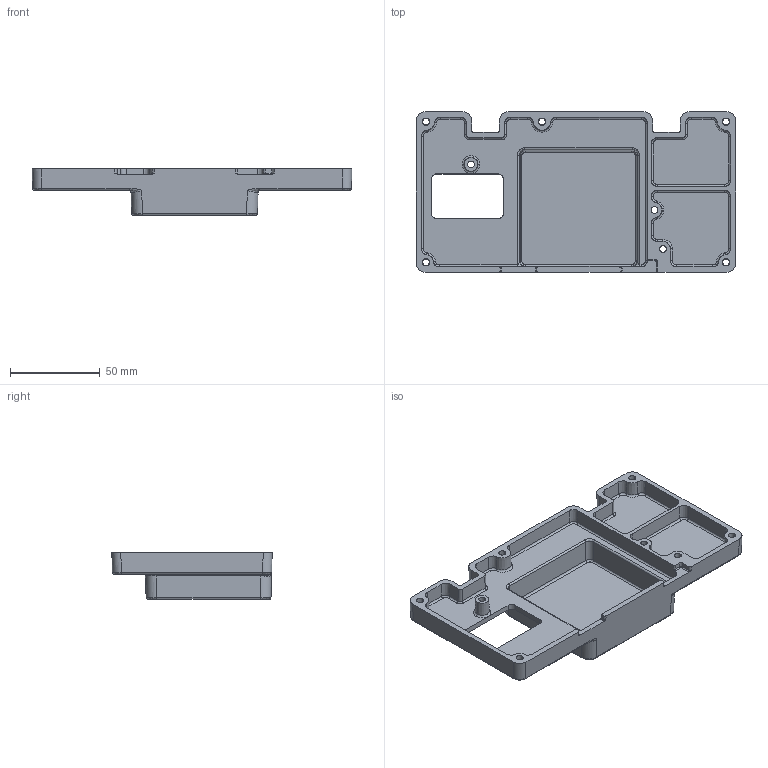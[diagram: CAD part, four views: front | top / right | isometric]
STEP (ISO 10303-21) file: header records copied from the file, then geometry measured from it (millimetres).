
FILE_DESCRIPTION((''),'2;1');
FILE_NAME('205-000038_RF_SDR_HEAT_SPREADER','2017-01-17T',('BGH44976'),(''),'CREO PARAMETRIC BY PTC INC, 2015080','CREO PARAMETRIC BY PTC INC, 2015080','');
FILE_SCHEMA(('AUTOMOTIVE_DESIGN { 1 0 10303 214 1 1 1 1 }'));
Length unit declared in the file: millimetre
Products named in the file (1): 205-000038_RF_SDR_HEAT_SPREADER
Bounding box: 177.8 x 89.15 x 26 mm (x, y, z)
Volume: 71809.1 mm3; surface area: 49720.7 mm2
Topology: 1 solids, 1 shells, 289 faces, 712 edges, 428 vertices
Faces by surface type: cylinder 92, cone 64, plane 60, bspline 37, torus 36
Entity records: 13256 total; most frequent: CARTESIAN_POINT 4328, ORIENTED_EDGE 1424, DIRECTION 1385, PRESENTATION_STYLE_ASSIGNMENT 713, STYLED_ITEM 713, CURVE_STYLE 712, EDGE_CURVE 712, AXIS2_PLACEMENT_3D 532
